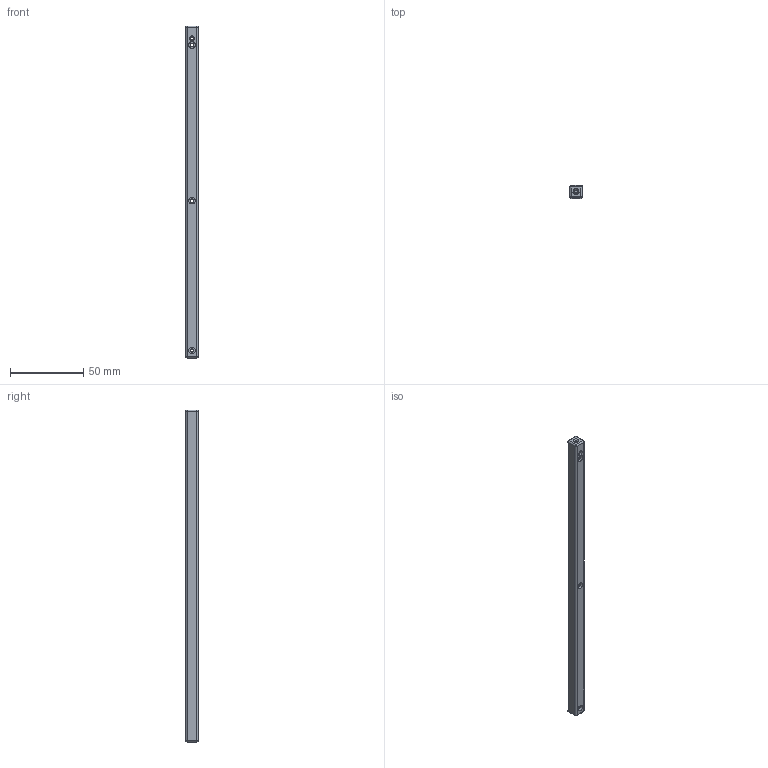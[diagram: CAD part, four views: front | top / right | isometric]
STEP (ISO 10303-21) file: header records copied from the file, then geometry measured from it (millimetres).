
FILE_DESCRIPTION(/* description */ (''),/* implementation_level */ '2;1');
FILE_NAME(/* name */ '7_2U_STD.step',/* time_stamp */ '2023-12-22T12:00:09+09:00',/* author */ (''),/* organization */ (''),/* preprocessor_version */ 'ST-DEVELOPER v20',/* originating_system */ 'Autodesk Translation Framework v12.14.0.127',/* authorisation */ '');
FILE_SCHEMA (('AUTOMOTIVE_DESIGN { 1 0 10303 214 3 1 1 }'));
Length unit declared in the file: millimetre
Products named in the file (1): FM_RAIL(+Y/-X)_deployment_switch
Bounding box: 8.5 x 8.5 x 227 mm (x, y, z)
Volume: 14617.1 mm3; surface area: 7958.7 mm2
Topology: 1 solids, 1 shells, 65 faces, 148 edges, 88 vertices
Faces by surface type: cylinder 29, plane 23, sphere 8, cone 5
Full cylindrical faces by diameter (mm): 1.85 x1, 2 x1, 2.2 x3, 3.5 x1, 4.4 x3
Entity records: 1889 total; most frequent: DIRECTION 346, CARTESIAN_POINT 328, ORIENTED_EDGE 296, EDGE_CURVE 148, AXIS2_PLACEMENT_3D 134, VERTEX_POINT 88, LINE 78, VECTOR 78
